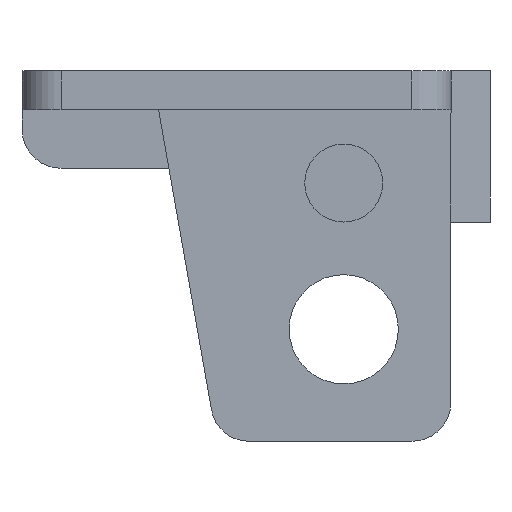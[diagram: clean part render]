
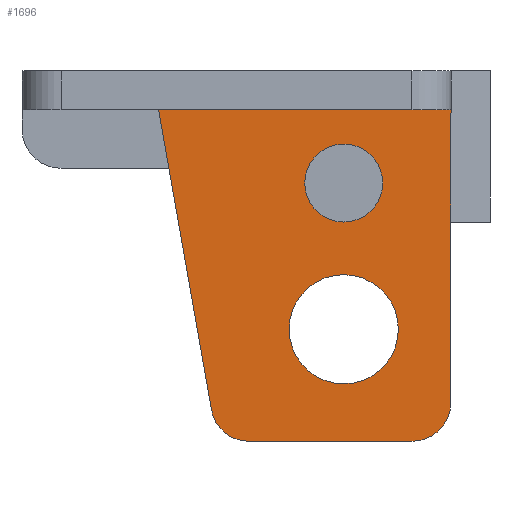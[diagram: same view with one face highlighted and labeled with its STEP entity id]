
A CAD part, left-side view. The second image highlights one B-rep face of the part: STEP entity #1696.
In plain terms, the highlighted planar face has unit normal (-1, 0, 0).
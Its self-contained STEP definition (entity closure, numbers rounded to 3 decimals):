
#14 = DIRECTION ( 'NONE',  ( 0., 0.174, 0.985 ) ) ;
#44 = VERTEX_POINT ( 'NONE', #1031 ) ;
#56 = VECTOR ( 'NONE', #1934, 1000. ) ;
#85 = EDGE_CURVE ( 'NONE', #866, #44, #858, .T. ) ;
#137 = DIRECTION ( 'NONE',  ( 0., 0., 1. ) ) ;
#152 = VERTEX_POINT ( 'NONE', #2060 ) ;
#169 = VERTEX_POINT ( 'NONE', #764 ) ;
#196 = AXIS2_PLACEMENT_3D ( 'NONE', #760, #1525, #718 ) ;
#228 = EDGE_CURVE ( 'NONE', #2049, #1866, #482, .T. ) ;
#234 = DIRECTION ( 'NONE',  ( -1., 0., 0. ) ) ;
#245 = DIRECTION ( 'NONE',  ( 0., 0., -1. ) ) ;
#247 = EDGE_LOOP ( 'NONE', ( #309, #598, #1821, #1836, #249, #1055, #1513 ) ) ;
#249 = ORIENTED_EDGE ( 'NONE', *, *, #1120, .F. ) ;
#296 = VECTOR ( 'NONE', #1508, 1000. ) ;
#307 = CARTESIAN_POINT ( 'NONE',  ( -115.8, -60.427, -14. ) ) ;
#309 = ORIENTED_EDGE ( 'NONE', *, *, #2044, .T. ) ;
#310 = AXIS2_PLACEMENT_3D ( 'NONE', #668, #1660, #1151 ) ;
#319 = CARTESIAN_POINT ( 'NONE',  ( -115.8, -65.066, -12.046 ) ) ;
#342 = CARTESIAN_POINT ( 'NONE',  ( -115.8, -63.142, -12.385 ) ) ;
#415 = VERTEX_POINT ( 'NONE', #825 ) ;
#430 = VERTEX_POINT ( 'NONE', #2055 ) ;
#438 = VECTOR ( 'NONE', #528, 1000. ) ;
#482 = LINE ( 'NONE', #307, #56 ) ;
#517 = VERTEX_POINT ( 'NONE', #1081 ) ;
#528 = DIRECTION ( 'NONE',  ( 0., 0., 1. ) ) ;
#533 = EDGE_CURVE ( 'NONE', #1613, #517, #894, .T. ) ;
#598 = ORIENTED_EDGE ( 'NONE', *, *, #744, .T. ) ;
#615 = CARTESIAN_POINT ( 'NONE',  ( -115.8, -73.427, -14. ) ) ;
#656 = CIRCLE ( 'NONE', #1240, 1.954 ) ;
#662 = DIRECTION ( 'NONE',  ( 0., 0., -1. ) ) ;
#668 = CARTESIAN_POINT ( 'NONE',  ( -115.8, -60.427, -14. ) ) ;
#698 = CARTESIAN_POINT ( 'NONE',  ( -115.8, -63.142, -12.385 ) ) ;
#718 = DIRECTION ( 'NONE',  ( 0., 0., -1. ) ) ;
#744 = EDGE_CURVE ( 'NONE', #415, #866, #1347, .T. ) ;
#760 = CARTESIAN_POINT ( 'NONE',  ( -115.8, -69.927, -0.759 ) ) ;
#764 = CARTESIAN_POINT ( 'NONE',  ( -115.8, -69.927, -5.459 ) ) ;
#765 = LINE ( 'NONE', #1959, #1553 ) ;
#781 = CARTESIAN_POINT ( 'NONE',  ( -115.8, -75.427, 3. ) ) ;
#817 = DIRECTION ( 'NONE',  ( 0., 0., 1. ) ) ;
#825 = CARTESIAN_POINT ( 'NONE',  ( -115.8, -75.427, -2.759 ) ) ;
#840 = VECTOR ( 'NONE', #14, 1000. ) ;
#856 = CARTESIAN_POINT ( 'NONE',  ( -115.8, -69.927, -0.759 ) ) ;
#858 = LINE ( 'NONE', #1647, #296 ) ;
#866 = VERTEX_POINT ( 'NONE', #781 ) ;
#894 = CIRCLE ( 'NONE', #196, 2. ) ;
#934 = AXIS2_PLACEMENT_3D ( 'NONE', #856, #1703, #1864 ) ;
#972 = AXIS2_PLACEMENT_3D ( 'NONE', #980, #2130, #817 ) ;
#980 = CARTESIAN_POINT ( 'NONE',  ( -115.8, -69.927, -8.259 ) ) ;
#1015 = EDGE_LOOP ( 'NONE', ( #2037, #1056 ) ) ;
#1018 = PLANE ( 'NONE',  #310 ) ;
#1031 = CARTESIAN_POINT ( 'NONE',  ( -115.8, -60.427, 3. ) ) ;
#1046 = CIRCLE ( 'NONE', #1482, 2. ) ;
#1055 = ORIENTED_EDGE ( 'NONE', *, *, #228, .F. ) ;
#1056 = ORIENTED_EDGE ( 'NONE', *, *, #1255, .F. ) ;
#1081 = CARTESIAN_POINT ( 'NONE',  ( -115.8, -69.927, 1.241 ) ) ;
#1095 = EDGE_CURVE ( 'NONE', #169, #430, #2106, .T. ) ;
#1120 = EDGE_CURVE ( 'NONE', #1866, #1173, #656, .T. ) ;
#1131 = CARTESIAN_POINT ( 'NONE',  ( -115.8, -73.427, -12. ) ) ;
#1146 = EDGE_LOOP ( 'NONE', ( #1172, #1270 ) ) ;
#1151 = DIRECTION ( 'NONE',  ( 0., 0., -1. ) ) ;
#1153 = EDGE_CURVE ( 'NONE', #517, #1613, #1208, .T. ) ;
#1172 = ORIENTED_EDGE ( 'NONE', *, *, #533, .F. ) ;
#1173 = VERTEX_POINT ( 'NONE', #698 ) ;
#1174 = CIRCLE ( 'NONE', #1713, 2.8 ) ;
#1201 = CARTESIAN_POINT ( 'NONE',  ( -115.8, -65.066, -14. ) ) ;
#1208 = CIRCLE ( 'NONE', #934, 2. ) ;
#1240 = AXIS2_PLACEMENT_3D ( 'NONE', #319, #1633, #662 ) ;
#1255 = EDGE_CURVE ( 'NONE', #430, #169, #1174, .T. ) ;
#1259 = FACE_BOUND ( 'NONE', #1146, .T. ) ;
#1270 = ORIENTED_EDGE ( 'NONE', *, *, #1153, .F. ) ;
#1347 = LINE ( 'NONE', #2010, #438 ) ;
#1454 = EDGE_CURVE ( 'NONE', #2049, #152, #1046, .T. ) ;
#1482 = AXIS2_PLACEMENT_3D ( 'NONE', #1131, #234, #245 ) ;
#1508 = DIRECTION ( 'NONE',  ( 0., 1., 0. ) ) ;
#1513 = ORIENTED_EDGE ( 'NONE', *, *, #1454, .T. ) ;
#1525 = DIRECTION ( 'NONE',  ( -1., 0., 0. ) ) ;
#1553 = VECTOR ( 'NONE', #137, 1000. ) ;
#1558 = DIRECTION ( 'NONE',  ( 0., 0., 1. ) ) ;
#1613 = VERTEX_POINT ( 'NONE', #2114 ) ;
#1633 = DIRECTION ( 'NONE',  ( 1., 0., 0. ) ) ;
#1647 = CARTESIAN_POINT ( 'NONE',  ( -115.8, -60.427, 3. ) ) ;
#1660 = DIRECTION ( 'NONE',  ( 1., 0., 0. ) ) ;
#1696 = ADVANCED_FACE ( 'NONE', ( #1259, #1915, #1980 ), #1018, .F. ) ;
#1703 = DIRECTION ( 'NONE',  ( -1., 0., 0. ) ) ;
#1705 = EDGE_CURVE ( 'NONE', #1173, #44, #2006, .T. ) ;
#1713 = AXIS2_PLACEMENT_3D ( 'NONE', #1750, #1738, #1558 ) ;
#1738 = DIRECTION ( 'NONE',  ( -1., 0., 0. ) ) ;
#1750 = CARTESIAN_POINT ( 'NONE',  ( -115.8, -69.927, -8.259 ) ) ;
#1821 = ORIENTED_EDGE ( 'NONE', *, *, #85, .T. ) ;
#1836 = ORIENTED_EDGE ( 'NONE', *, *, #1705, .F. ) ;
#1864 = DIRECTION ( 'NONE',  ( 0., 0., -1. ) ) ;
#1866 = VERTEX_POINT ( 'NONE', #1201 ) ;
#1915 = FACE_BOUND ( 'NONE', #1015, .T. ) ;
#1934 = DIRECTION ( 'NONE',  ( 0., 1., 0. ) ) ;
#1959 = CARTESIAN_POINT ( 'NONE',  ( -115.8, -75.427, -14. ) ) ;
#1980 = FACE_OUTER_BOUND ( 'NONE', #247, .T. ) ;
#2006 = LINE ( 'NONE', #342, #840 ) ;
#2010 = CARTESIAN_POINT ( 'NONE',  ( -115.8, -75.427, 5. ) ) ;
#2037 = ORIENTED_EDGE ( 'NONE', *, *, #1095, .F. ) ;
#2044 = EDGE_CURVE ( 'NONE', #152, #415, #765, .T. ) ;
#2049 = VERTEX_POINT ( 'NONE', #615 ) ;
#2055 = CARTESIAN_POINT ( 'NONE',  ( -115.8, -69.927, -11.059 ) ) ;
#2060 = CARTESIAN_POINT ( 'NONE',  ( -115.8, -75.427, -12. ) ) ;
#2106 = CIRCLE ( 'NONE', #972, 2.8 ) ;
#2114 = CARTESIAN_POINT ( 'NONE',  ( -115.8, -69.927, -2.759 ) ) ;
#2130 = DIRECTION ( 'NONE',  ( -1., 0., 0. ) ) ;
